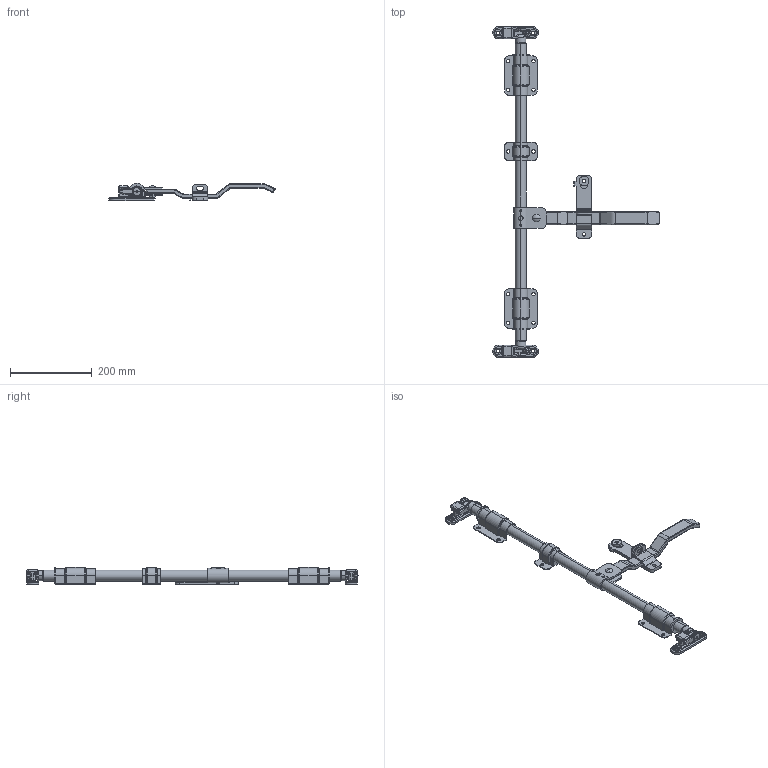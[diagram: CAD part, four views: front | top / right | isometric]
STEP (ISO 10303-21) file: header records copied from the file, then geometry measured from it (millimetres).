
FILE_DESCRIPTION (( 'STEP AP203' ), '1' );
FILE_NAME ('sone3D.STEP', '2013-03-21T02:21:43', ( '' ), ( '' ), 'SwSTEP 2.0', 'SolidWorks 2012', '' );
FILE_SCHEMA (( 'CONFIG_CONTROL_DESIGN' ));
Length unit declared in the file: millimetre
Products named in the file (13): sone3D; FA-1820-1ストップワッシャー_; FA-1820-1僈僀僪__彫; FA-1820-1僈僀僪__戝; FA-1820僼僢僋儂儖僟乕_; FA-1820フック_; FA-1820パイプ_; FA-1820-1僷僀僾儂儖僟乕_; FA-1820-B僴儞僪儖_; FA-1820ワッシャー_; FA-1820受けカラー_; FA-1820ストッパー_; FA-1820受金具_
Assembly tree (16 placements, depth 2):
  sone3D
    FA-1820受金具_
    FA-1820ストッパー_
    FA-1820受けカラー_
    FA-1820ワッシャー_
    FA-1820-B僴儞僪儖_
    FA-1820-1僷僀僾儂儖僟乕_
    FA-1820パイプ_
    FA-1820フック_  x2
    FA-1820僼僢僋儂儖僟乕_  x2
    FA-1820-1僈僀僪__戝  x2
    FA-1820-1僈僀僪__彫
    FA-1820-1ストップワッシャー_  x2
Bounding box: 408.61 x 814.8 x 42 mm (x, y, z)
Volume: 654706.7 mm3; surface area: 337007 mm2
Topology: 19 solids, 19 shells, 1017 faces, 2548 edges, 1536 vertices
Faces by surface type: cylinder 420, plane 313, bspline 118, torus 106, sphere 34, cone 26
Entity records: 25986 total; most frequent: CARTESIAN_POINT 8188, DIRECTION 3467, ORIENTED_EDGE 3446, EDGE_CURVE 1723, AXIS2_PLACEMENT_3D 1308, VERTEX_POINT 1056, LINE 851, VECTOR 851
